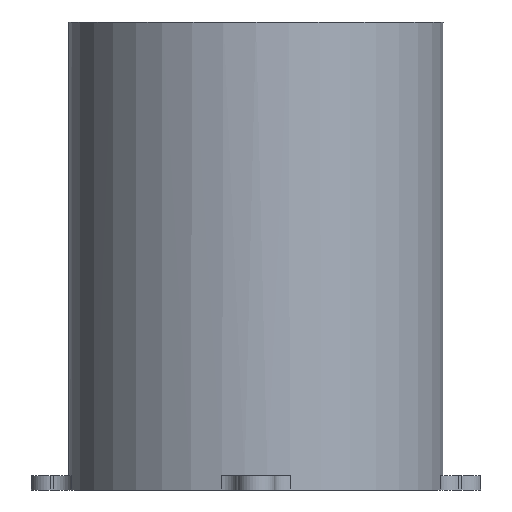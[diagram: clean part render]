
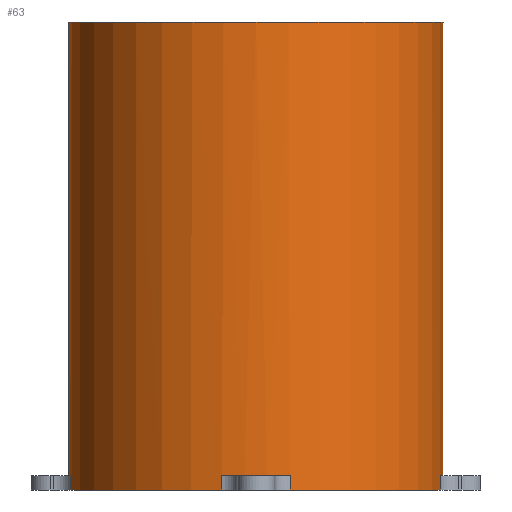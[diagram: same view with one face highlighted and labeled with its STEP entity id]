
A CAD part, front view. The second image highlights one B-rep face of the part: STEP entity #63.
In plain terms, the highlighted cylindrical face has radius 40 mm (diameter 80 mm), a full revolution.
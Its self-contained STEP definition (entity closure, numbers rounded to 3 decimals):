
#63=ADVANCED_FACE('',(#243,#245),#247,.T.);
#243=FACE_BOUND('',#244,.T.);
#244=EDGE_LOOP('',(#922,#923,#924,#925,#926,#927,#928,#929,#930,#931,#932,#933,#934,
#935,#936,#937,#938));
#245=FACE_OUTER_BOUND('',#246,.T.);
#246=EDGE_LOOP('',(#939));
#247=CYLINDRICAL_SURFACE('',#248,40.);
#248=AXIS2_PLACEMENT_3D('',#249,#250,#251);
#249=CARTESIAN_POINT('',(0.,0.,0.));
#250=DIRECTION('',(0.,0.,1.));
#251=DIRECTION('',(-1.,0.,0.));
#922=ORIENTED_EDGE('',*,*,#1114,.F.);
#923=ORIENTED_EDGE('',*,*,#1097,.T.);
#924=ORIENTED_EDGE('',*,*,#1115,.F.);
#925=ORIENTED_EDGE('',*,*,#1116,.F.);
#926=ORIENTED_EDGE('',*,*,#1117,.F.);
#927=ORIENTED_EDGE('',*,*,#1091,.T.);
#928=ORIENTED_EDGE('',*,*,#1118,.F.);
#929=ORIENTED_EDGE('',*,*,#1119,.F.);
#930=ORIENTED_EDGE('',*,*,#1120,.F.);
#931=ORIENTED_EDGE('',*,*,#1121,.F.);
#932=ORIENTED_EDGE('',*,*,#1085,.T.);
#933=ORIENTED_EDGE('',*,*,#1122,.F.);
#934=ORIENTED_EDGE('',*,*,#1123,.F.);
#935=ORIENTED_EDGE('',*,*,#1124,.F.);
#936=ORIENTED_EDGE('',*,*,#1103,.T.);
#937=ORIENTED_EDGE('',*,*,#1125,.F.);
#938=ORIENTED_EDGE('',*,*,#1126,.F.);
#939=ORIENTED_EDGE('',*,*,#1127,.F.);
#1085=EDGE_CURVE('',#1204,#1201,#1205,.T.);
#1091=EDGE_CURVE('',#1216,#1214,#1217,.T.);
#1097=EDGE_CURVE('',#1228,#1226,#1229,.T.);
#1103=EDGE_CURVE('',#1240,#1238,#1241,.T.);
#1114=EDGE_CURVE('',#1228,#1261,#1262,.T.);
#1115=EDGE_CURVE('',#1263,#1226,#1264,.F.);
#1116=EDGE_CURVE('',#1265,#1263,#1266,.F.);
#1117=EDGE_CURVE('',#1216,#1265,#1267,.T.);
#1118=EDGE_CURVE('',#1268,#1214,#1269,.F.);
#1119=EDGE_CURVE('',#1270,#1268,#1271,.F.);
#1120=EDGE_CURVE('',#1272,#1270,#1273,.F.);
#1121=EDGE_CURVE('',#1204,#1272,#1274,.T.);
#1122=EDGE_CURVE('',#1275,#1201,#1276,.F.);
#1123=EDGE_CURVE('',#1277,#1275,#1278,.F.);
#1124=EDGE_CURVE('',#1240,#1277,#1279,.T.);
#1125=EDGE_CURVE('',#1280,#1238,#1281,.F.);
#1126=EDGE_CURVE('',#1261,#1280,#1282,.F.);
#1127=EDGE_CURVE('',#1283,#1283,#1284,.T.);
#1201=VERTEX_POINT('',#1425);
#1204=VERTEX_POINT('',#1431);
#1205=CIRCLE('',#1432,40.);
#1214=VERTEX_POINT('',#1454);
#1216=VERTEX_POINT('',#1459);
#1217=CIRCLE('',#1460,40.);
#1226=VERTEX_POINT('',#1482);
#1228=VERTEX_POINT('',#1487);
#1229=CIRCLE('',#1488,40.);
#1238=VERTEX_POINT('',#1510);
#1240=VERTEX_POINT('',#1515);
#1241=CIRCLE('',#1516,40.);
#1261=VERTEX_POINT('',#1638);
#1262=LINE('',#1639,#1640);
#1263=VERTEX_POINT('',#1642);
#1264=LINE('',#1643,#1644);
#1265=VERTEX_POINT('',#1646);
#1266=CIRCLE('',#1647,40.);
#1267=LINE('',#1651,#1652);
#1268=VERTEX_POINT('',#1654);
#1269=LINE('',#1655,#1656);
#1270=VERTEX_POINT('',#1658);
#1271=CIRCLE('',#1659,40.);
#1272=VERTEX_POINT('',#1663);
#1273=CIRCLE('',#1664,40.);
#1274=LINE('',#1668,#1669);
#1275=VERTEX_POINT('',#1671);
#1276=LINE('',#1672,#1673);
#1277=VERTEX_POINT('',#1675);
#1278=CIRCLE('',#1676,40.);
#1279=LINE('',#1680,#1681);
#1280=VERTEX_POINT('',#1683);
#1281=LINE('',#1684,#1685);
#1282=CIRCLE('',#1687,40.);
#1283=VERTEX_POINT('',#1691);
#1284=CIRCLE('',#1692,40.);
#1425=CARTESIAN_POINT('',(-7.273,-39.333,0.));
#1431=CARTESIAN_POINT('',(-39.333,-7.273,0.));
#1432=AXIS2_PLACEMENT_3D('',#1433,#1434,#1435);
#1433=CARTESIAN_POINT('',(0.,0.,0.));
#1434=DIRECTION('',(0.,0.,1.));
#1435=DIRECTION('',(-0.983,-0.182,0.));
#1454=CARTESIAN_POINT('',(-39.333,7.273,0.));
#1459=CARTESIAN_POINT('',(-7.273,39.333,0.));
#1460=AXIS2_PLACEMENT_3D('',#1461,#1462,#1463);
#1461=CARTESIAN_POINT('',(0.,0.,0.));
#1462=DIRECTION('',(0.,0.,1.));
#1463=DIRECTION('',(-0.182,0.983,0.));
#1482=CARTESIAN_POINT('',(7.273,39.333,0.));
#1487=CARTESIAN_POINT('',(39.333,7.273,0.));
#1488=AXIS2_PLACEMENT_3D('',#1489,#1490,#1491);
#1489=CARTESIAN_POINT('',(0.,0.,0.));
#1490=DIRECTION('',(0.,0.,1.));
#1491=DIRECTION('',(0.983,0.182,0.));
#1510=CARTESIAN_POINT('',(39.333,-7.273,0.));
#1515=CARTESIAN_POINT('',(7.273,-39.333,0.));
#1516=AXIS2_PLACEMENT_3D('',#1517,#1518,#1519);
#1517=CARTESIAN_POINT('',(0.,0.,0.));
#1518=DIRECTION('',(0.,0.,1.));
#1519=DIRECTION('',(0.182,-0.983,0.));
#1638=CARTESIAN_POINT('',(39.333,7.273,3.));
#1639=CARTESIAN_POINT('',(39.333,7.273,0.));
#1640=VECTOR('',#1641,1.);
#1641=DIRECTION('',(0.,0.,1.));
#1642=CARTESIAN_POINT('',(7.273,39.333,3.));
#1643=CARTESIAN_POINT('',(7.273,39.333,0.));
#1644=VECTOR('',#1645,1.);
#1645=DIRECTION('',(0.,0.,1.));
#1646=CARTESIAN_POINT('',(-7.273,39.333,3.));
#1647=AXIS2_PLACEMENT_3D('',#1648,#1649,#1650);
#1648=CARTESIAN_POINT('',(0.,0.,3.));
#1649=DIRECTION('',(0.,0.,1.));
#1650=DIRECTION('',(0.182,0.983,0.));
#1651=CARTESIAN_POINT('',(-7.273,39.333,0.));
#1652=VECTOR('',#1653,1.);
#1653=DIRECTION('',(0.,0.,1.));
#1654=CARTESIAN_POINT('',(-39.333,7.273,3.));
#1655=CARTESIAN_POINT('',(-39.333,7.273,0.));
#1656=VECTOR('',#1657,1.);
#1657=DIRECTION('',(0.,0.,1.));
#1658=CARTESIAN_POINT('',(-40.,0.,3.));
#1659=AXIS2_PLACEMENT_3D('',#1660,#1661,#1662);
#1660=CARTESIAN_POINT('',(0.,0.,3.));
#1661=DIRECTION('',(0.,0.,1.));
#1662=DIRECTION('',(-0.983,0.182,0.));
#1663=CARTESIAN_POINT('',(-39.333,-7.273,3.));
#1664=AXIS2_PLACEMENT_3D('',#1665,#1666,#1667);
#1665=CARTESIAN_POINT('',(0.,0.,3.));
#1666=DIRECTION('',(0.,0.,1.));
#1667=DIRECTION('',(-1.,0.,0.));
#1668=CARTESIAN_POINT('',(-39.333,-7.273,0.));
#1669=VECTOR('',#1670,1.);
#1670=DIRECTION('',(0.,0.,1.));
#1671=CARTESIAN_POINT('',(-7.273,-39.333,3.));
#1672=CARTESIAN_POINT('',(-7.273,-39.333,0.));
#1673=VECTOR('',#1674,1.);
#1674=DIRECTION('',(0.,0.,1.));
#1675=CARTESIAN_POINT('',(7.273,-39.333,3.));
#1676=AXIS2_PLACEMENT_3D('',#1677,#1678,#1679);
#1677=CARTESIAN_POINT('',(0.,0.,3.));
#1678=DIRECTION('',(0.,0.,1.));
#1679=DIRECTION('',(-0.182,-0.983,0.));
#1680=CARTESIAN_POINT('',(7.273,-39.333,0.));
#1681=VECTOR('',#1682,1.);
#1682=DIRECTION('',(0.,0.,1.));
#1683=CARTESIAN_POINT('',(39.333,-7.273,3.));
#1684=CARTESIAN_POINT('',(39.333,-7.273,0.));
#1685=VECTOR('',#1686,1.);
#1686=DIRECTION('',(0.,0.,1.));
#1687=AXIS2_PLACEMENT_3D('',#1688,#1689,#1690);
#1688=CARTESIAN_POINT('',(0.,0.,3.));
#1689=DIRECTION('',(0.,0.,1.));
#1690=DIRECTION('',(0.983,-0.182,0.));
#1691=CARTESIAN_POINT('',(-40.,0.,100.));
#1692=AXIS2_PLACEMENT_3D('',#1693,#1694,#1695);
#1693=CARTESIAN_POINT('',(0.,0.,100.));
#1694=DIRECTION('',(0.,0.,1.));
#1695=DIRECTION('',(-1.,0.,0.));
